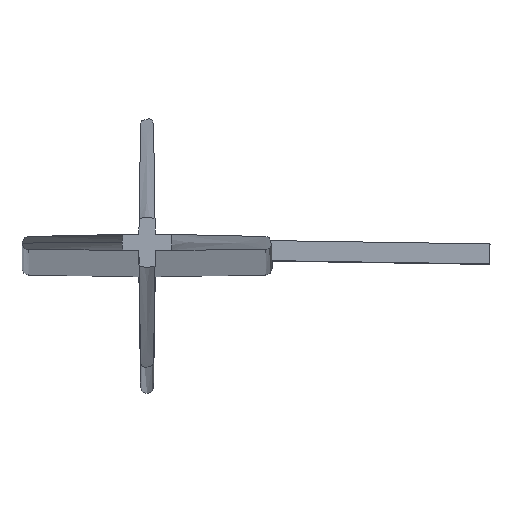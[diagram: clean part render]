
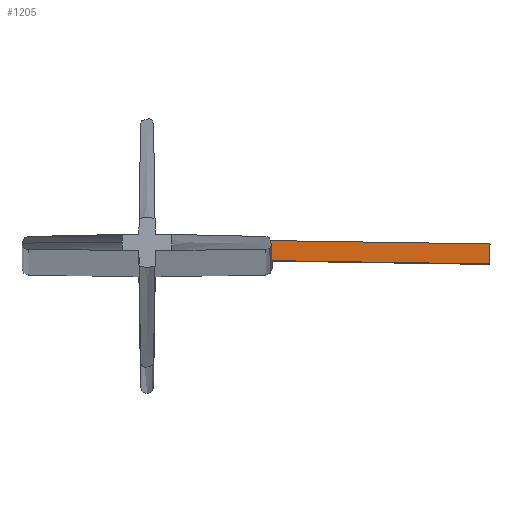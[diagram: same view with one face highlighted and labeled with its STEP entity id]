
A CAD part, top view. The second image highlights one B-rep face of the part: STEP entity #1205.
In plain terms, the highlighted face is planar.
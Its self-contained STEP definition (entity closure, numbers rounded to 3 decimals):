
#19 = VECTOR ( 'NONE', #213, 1000. ) ;
#22 = LINE ( 'NONE', #928, #19 ) ;
#32 = VECTOR ( 'NONE', #309, 1000. ) ;
#44 = LINE ( 'NONE', #828, #32 ) ;
#48 = CARTESIAN_POINT ( 'NONE',  ( 32.942, 33.855, 4. ) ) ;
#71 = FACE_OUTER_BOUND ( 'NONE', #672, .T. ) ;
#112 = VECTOR ( 'NONE', #311, 1000. ) ;
#119 = LINE ( 'NONE', #356, #112 ) ;
#182 = VECTOR ( 'NONE', #239, 1000. ) ;
#189 = LINE ( 'NONE', #306, #182 ) ;
#213 = DIRECTION ( 'NONE',  ( 0., 0., -1. ) ) ;
#239 = DIRECTION ( 'NONE',  ( -1., 0., 0. ) ) ;
#241 = AXIS2_PLACEMENT_3D ( 'NONE', #419, #1230, #630 ) ;
#299 = CARTESIAN_POINT ( 'NONE',  ( 82.942, 33.855, 4. ) ) ;
#306 = CARTESIAN_POINT ( 'NONE',  ( 82.942, 33.855, 0. ) ) ;
#309 = DIRECTION ( 'NONE',  ( -1., 0., 0. ) ) ;
#311 = DIRECTION ( 'NONE',  ( 0., 0., -1. ) ) ;
#313 = PLANE ( 'NONE',  #241 ) ;
#356 = CARTESIAN_POINT ( 'NONE',  ( 82.942, 33.855, 4. ) ) ;
#419 = CARTESIAN_POINT ( 'NONE',  ( 82.942, 33.855, 4. ) ) ;
#550 = VERTEX_POINT ( 'NONE', #819 ) ;
#596 = CARTESIAN_POINT ( 'NONE',  ( 32.942, 33.855, 0. ) ) ;
#630 = DIRECTION ( 'NONE',  ( 0., 0., -1. ) ) ;
#672 = EDGE_LOOP ( 'NONE', ( #1051, #933, #1148, #880 ) ) ;
#770 = VERTEX_POINT ( 'NONE', #299 ) ;
#793 = EDGE_CURVE ( 'NONE', #550, #1133, #189, .T. ) ;
#819 = CARTESIAN_POINT ( 'NONE',  ( 82.942, 33.855, 0. ) ) ;
#828 = CARTESIAN_POINT ( 'NONE',  ( 82.942, 33.855, 4. ) ) ;
#871 = VERTEX_POINT ( 'NONE', #48 ) ;
#880 = ORIENTED_EDGE ( 'NONE', *, *, #1177, .T. ) ;
#928 = CARTESIAN_POINT ( 'NONE',  ( 32.942, 33.855, 4. ) ) ;
#933 = ORIENTED_EDGE ( 'NONE', *, *, #972, .F. ) ;
#972 = EDGE_CURVE ( 'NONE', #770, #550, #119, .T. ) ;
#1051 = ORIENTED_EDGE ( 'NONE', *, *, #793, .F. ) ;
#1133 = VERTEX_POINT ( 'NONE', #596 ) ;
#1148 = ORIENTED_EDGE ( 'NONE', *, *, #1172, .T. ) ;
#1172 = EDGE_CURVE ( 'NONE', #770, #871, #44, .T. ) ;
#1177 = EDGE_CURVE ( 'NONE', #871, #1133, #22, .T. ) ;
#1205 = ADVANCED_FACE ( 'NONE', ( #71 ), #313, .T. ) ;
#1230 = DIRECTION ( 'NONE',  ( 0., -1., 0. ) ) ;
